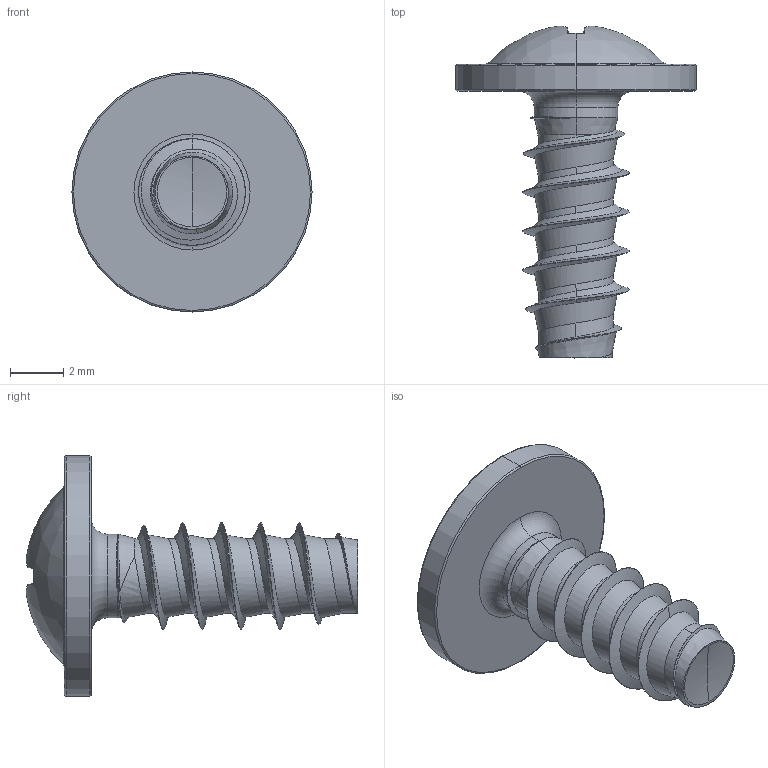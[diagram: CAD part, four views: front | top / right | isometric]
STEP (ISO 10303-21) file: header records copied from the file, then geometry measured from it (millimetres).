
FILE_DESCRIPTION (( 'STEP AP203' ), '1' );
FILE_NAME ('STP310400100.STEP', '2017-08-15T13:16:33', ( '' ), ( '' ), 'SwSTEP 2.0', 'SolidWorks 2015', '' );
FILE_SCHEMA (( 'CONFIG_CONTROL_DESIGN' ));
Length unit declared in the file: millimetre
Products named in the file (1): STP310400100
Bounding box: 9 x 12.44 x 9 mm (x, y, z)
Volume: 159.1 mm3; surface area: 308.8 mm2
Topology: 1 solids, 1 shells, 179 faces, 403 edges, 227 vertices
Faces by surface type: bspline 51, cylinder 38, torus 30, sphere 28, plane 23, cone 9
Entity records: 17183 total; most frequent: CARTESIAN_POINT 13485, ORIENTED_EDGE 802, DIRECTION 721, EDGE_CURVE 401, AXIS2_PLACEMENT_3D 325, VERTEX_POINT 227, CIRCLE 196, EDGE_LOOP 182
